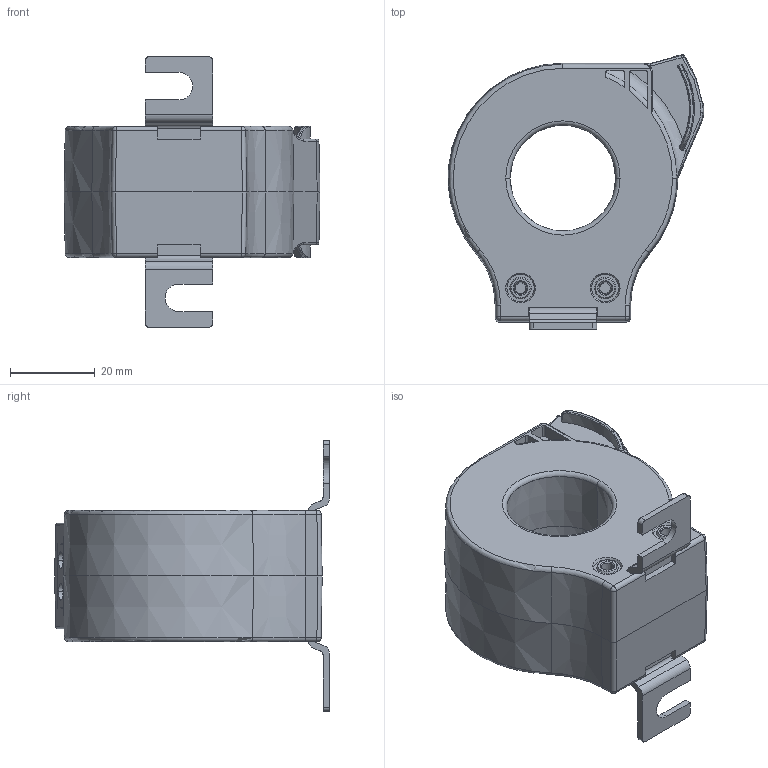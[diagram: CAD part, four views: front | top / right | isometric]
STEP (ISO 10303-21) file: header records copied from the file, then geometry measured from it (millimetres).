
FILE_DESCRIPTION((''),'2;1');
FILE_NAME('WG25_SW0002','2014-10-17T',('esors'),(''),'PRO/ENGINEER BY PARAMETRIC TECHNOLOGY CORPORATION, 2013410','PRO/ENGINEER BY PARAMETRIC TECHNOLOGY CORPORATION, 2013410','');
FILE_SCHEMA(('CONFIG_CONTROL_DESIGN'));
Length unit declared in the file: millimetre
Products named in the file (1): WG25_SW0002
Bounding box: 60.41 x 64.91 x 64 mm (x, y, z)
Volume: 71244.2 mm3; surface area: 17894.9 mm2
Topology: 1 solids, 1 shells, 436 faces, 1146 edges, 719 vertices
Faces by surface type: plane 233, cylinder 80, cone 58, torus 35, bspline 24, sphere 6
Entity records: 21795 total; most frequent: CARTESIAN_POINT 4646, ORIENTED_EDGE 2276, DIRECTION 2079, PRESENTATION_STYLE_ASSIGNMENT 1575, STYLED_ITEM 1139, CURVE_STYLE 1138, EDGE_CURVE 1138, VERTEX_POINT 719
